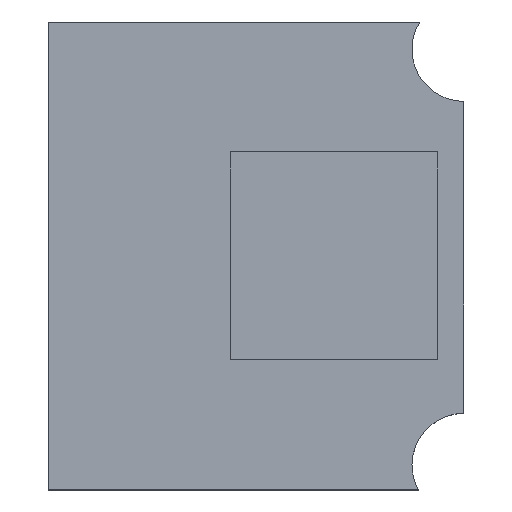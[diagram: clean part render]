
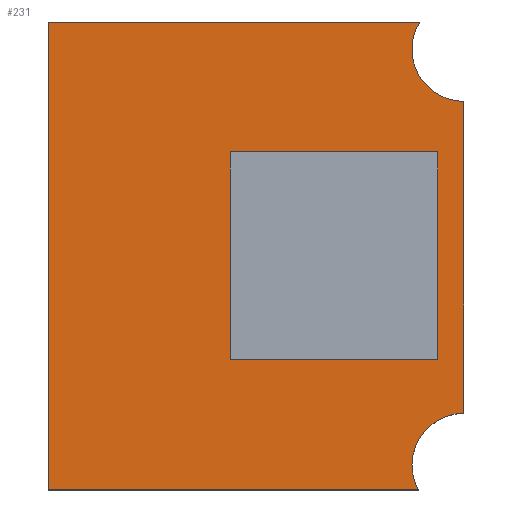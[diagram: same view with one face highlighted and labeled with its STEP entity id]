
A CAD part, top view. The second image highlights one B-rep face of the part: STEP entity #231.
In plain terms, the highlighted planar face has unit normal (0, 0, 1).
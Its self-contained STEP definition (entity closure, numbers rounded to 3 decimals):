
#17=CIRCLE('',#257,1.);
#19=CIRCLE('',#261,1.);
#29=FACE_OUTER_BOUND('',#43,.T.);
#43=EDGE_LOOP('',(#177,#178,#179,#180,#181,#182));
#51=LINE('',#340,#77);
#55=LINE('',#348,#81);
#59=LINE('',#360,#85);
#63=LINE('',#371,#89);
#77=VECTOR('',#276,10.);
#81=VECTOR('',#282,10.);
#85=VECTOR('',#294,10.);
#89=VECTOR('',#306,10.);
#103=VERTEX_POINT('',#338);
#104=VERTEX_POINT('',#339);
#107=VERTEX_POINT('',#347);
#109=VERTEX_POINT('',#353);
#111=VERTEX_POINT('',#359);
#113=VERTEX_POINT('',#365);
#123=EDGE_CURVE('',#103,#104,#51,.T.);
#127=EDGE_CURVE('',#104,#107,#55,.T.);
#130=EDGE_CURVE('',#109,#107,#17,.T.);
#133=EDGE_CURVE('',#109,#111,#59,.T.);
#136=EDGE_CURVE('',#113,#111,#19,.T.);
#139=EDGE_CURVE('',#113,#103,#63,.T.);
#177=ORIENTED_EDGE('',*,*,#139,.T.);
#178=ORIENTED_EDGE('',*,*,#123,.T.);
#179=ORIENTED_EDGE('',*,*,#127,.T.);
#180=ORIENTED_EDGE('',*,*,#130,.F.);
#181=ORIENTED_EDGE('',*,*,#133,.T.);
#182=ORIENTED_EDGE('',*,*,#136,.F.);
#217=PLANE('',#264);
#231=ADVANCED_FACE('',(#29),#217,.T.);
#257=AXIS2_PLACEMENT_3D('',#354,#287,#288);
#261=AXIS2_PLACEMENT_3D('',#366,#299,#300);
#264=AXIS2_PLACEMENT_3D('',#373,#308,#309);
#276=DIRECTION('',(0.,-1.,0.));
#282=DIRECTION('',(1.,0.,0.));
#287=DIRECTION('center_axis',(0.,0.,1.));
#288=DIRECTION('ref_axis',(1.,0.,0.));
#294=DIRECTION('',(0.,1.,0.));
#299=DIRECTION('center_axis',(0.,0.,1.));
#300=DIRECTION('ref_axis',(1.,0.,0.));
#306=DIRECTION('',(-1.,0.,0.));
#308=DIRECTION('center_axis',(0.,0.,1.));
#309=DIRECTION('ref_axis',(1.,0.,0.));
#338=CARTESIAN_POINT('',(0.,9.,0.));
#339=CARTESIAN_POINT('',(0.,0.,0.));
#340=CARTESIAN_POINT('',(0.,9.,0.));
#347=CARTESIAN_POINT('',(7.118,0.,0.));
#348=CARTESIAN_POINT('',(0.,0.,0.));
#353=CARTESIAN_POINT('',(8.,1.473,0.));
#354=CARTESIAN_POINT('Origin',(8.,0.473,0.));
#359=CARTESIAN_POINT('',(8.,7.472,0.));
#360=CARTESIAN_POINT('',(8.,0.,0.));
#365=CARTESIAN_POINT('',(7.15,9.,0.));
#366=CARTESIAN_POINT('Origin',(8.,8.473,0.));
#371=CARTESIAN_POINT('',(8.,9.,0.));
#373=CARTESIAN_POINT('Origin',(4.,4.5,0.));
